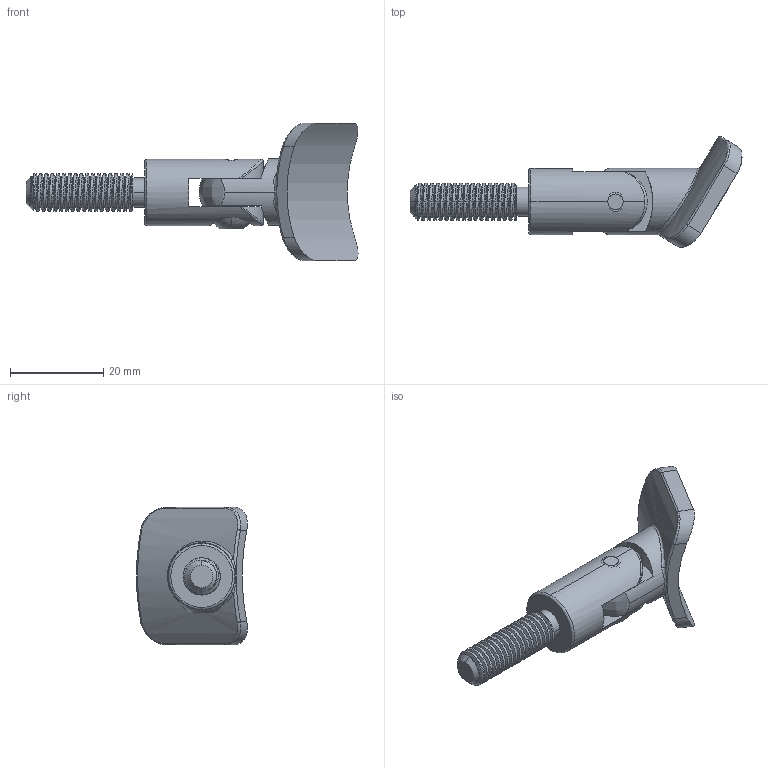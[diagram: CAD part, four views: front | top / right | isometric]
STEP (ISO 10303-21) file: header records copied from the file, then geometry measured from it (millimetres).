
FILE_DESCRIPTION (( 'STEP AP214' ), '1' );
FILE_NAME ('àðò.KRT214.02.STEP', '2014-05-19T19:25:20', ( '' ), ( '' ), 'SwSTEP 2.0', 'SolidWorks 2014', '' );
FILE_SCHEMA (( 'AUTOMOTIVE_DESIGN' ));
Length unit declared in the file: millimetre
Products named in the file (4): àðò.KRT214.02; àðò.KRT214.02.002; socket button head screw_iso_ISO 7380 - M5 x 12 --- 12N; àðò.KRT214.02.001
Assembly tree (3 placements, depth 2):
  àðò.KRT214.02
    àðò.KRT214.02.001
    àðò.KRT214.02.002
    socket button head screw_iso_ISO 7380 - M5 x 12 --- 12N
Bounding box: 71.39 x 23.86 x 29.6 mm (x, y, z)
Volume: 8147 mm3; surface area: 5671.5 mm2
Topology: 3 solids, 3 shells, 127 faces, 330 edges, 210 vertices
Faces by surface type: cylinder 70, plane 28, bspline 13, torus 8, cone 6, sphere 2
Entity records: 9456 total; most frequent: CARTESIAN_POINT 6489, ORIENTED_EDGE 656, DIRECTION 521, EDGE_CURVE 328, VERTEX_POINT 210, AXIS2_PLACEMENT_3D 205, EDGE_LOOP 136, ADVANCED_FACE 127
